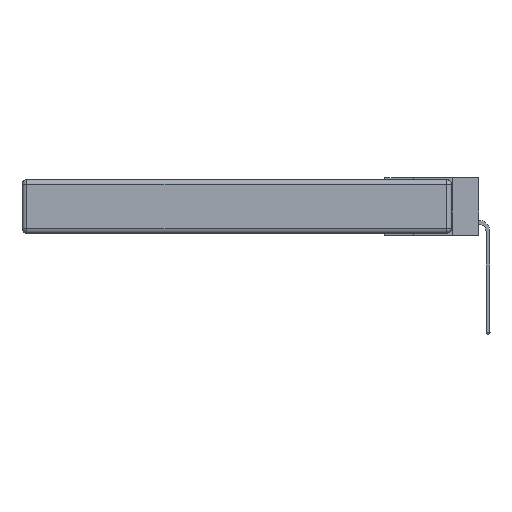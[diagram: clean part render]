
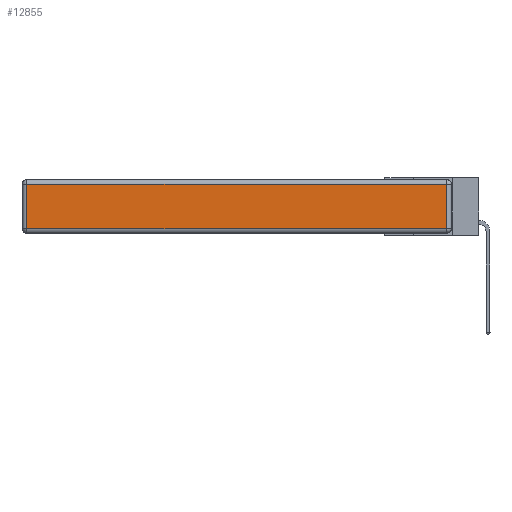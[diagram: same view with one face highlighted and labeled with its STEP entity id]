
A CAD part, left-side view. The second image highlights one B-rep face of the part: STEP entity #12855.
In plain terms, the highlighted planar face has unit normal (-1, 0, 0).
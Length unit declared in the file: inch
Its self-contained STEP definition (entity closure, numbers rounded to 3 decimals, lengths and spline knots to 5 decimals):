
#153 = DIRECTION ( 'NONE',  ( 0., 0., 1. ) ) ;
#2406 = DIRECTION ( 'NONE',  ( -1., 0., 0. ) ) ;
#3856 = DIRECTION ( 'NONE',  ( 0., 1., 0. ) ) ;
#3937 = EDGE_LOOP ( 'NONE', ( #26893, #33185, #20428, #24941 ) ) ;
#4756 = VERTEX_POINT ( 'NONE', #22226 ) ;
#5152 = LINE ( 'NONE', #22274, #29593 ) ;
#5832 = VECTOR ( 'NONE', #153, 39.37008 ) ;
#6101 = CARTESIAN_POINT ( 'NONE',  ( 0., 2.72, -0.03 ) ) ;
#6216 = DIRECTION ( 'NONE',  ( 0., 0., -1. ) ) ;
#6779 = VECTOR ( 'NONE', #3856, 39.37008 ) ;
#7199 = DIRECTION ( 'NONE',  ( 0., -1., 0. ) ) ;
#7856 = CARTESIAN_POINT ( 'NONE',  ( 0., 0.03, -0.343 ) ) ;
#8032 = DIRECTION ( 'NONE',  ( 0., 0., 1. ) ) ;
#9603 = EDGE_CURVE ( 'NONE', #24643, #4756, #5152, .T. ) ;
#10026 = LINE ( 'NONE', #7856, #5832 ) ;
#12516 = CARTESIAN_POINT ( 'NONE',  ( 0., 0., -0.313 ) ) ;
#12605 = LINE ( 'NONE', #12516, #23579 ) ;
#12748 = EDGE_CURVE ( 'NONE', #25696, #24643, #13125, .T. ) ;
#12855 = ADVANCED_FACE ( 'NONE', ( #23681 ), #17980, .T. ) ;
#13125 = LINE ( 'NONE', #14775, #6779 ) ;
#14089 = EDGE_CURVE ( 'NONE', #4756, #22260, #12605, .T. ) ;
#14775 = CARTESIAN_POINT ( 'NONE',  ( 0., 2.75, -0.03 ) ) ;
#17304 = CARTESIAN_POINT ( 'NONE',  ( 0., 0.03, -0.03 ) ) ;
#17980 = PLANE ( 'NONE',  #18681 ) ;
#18681 = AXIS2_PLACEMENT_3D ( 'NONE', #28810, #2406, #8032 ) ;
#20428 = ORIENTED_EDGE ( 'NONE', *, *, #12748, .T. ) ;
#22226 = CARTESIAN_POINT ( 'NONE',  ( 0., 2.72, -0.313 ) ) ;
#22260 = VERTEX_POINT ( 'NONE', #32371 ) ;
#22274 = CARTESIAN_POINT ( 'NONE',  ( 0., 2.72, -0.343 ) ) ;
#23579 = VECTOR ( 'NONE', #7199, 39.37008 ) ;
#23681 = FACE_OUTER_BOUND ( 'NONE', #3937, .T. ) ;
#24643 = VERTEX_POINT ( 'NONE', #6101 ) ;
#24941 = ORIENTED_EDGE ( 'NONE', *, *, #9603, .T. ) ;
#25696 = VERTEX_POINT ( 'NONE', #17304 ) ;
#26228 = EDGE_CURVE ( 'NONE', #22260, #25696, #10026, .T. ) ;
#26893 = ORIENTED_EDGE ( 'NONE', *, *, #14089, .T. ) ;
#28810 = CARTESIAN_POINT ( 'NONE',  ( 0., 0., -0.343 ) ) ;
#29593 = VECTOR ( 'NONE', #6216, 39.37008 ) ;
#32371 = CARTESIAN_POINT ( 'NONE',  ( 0., 0.03, -0.313 ) ) ;
#33185 = ORIENTED_EDGE ( 'NONE', *, *, #26228, .T. ) ;
